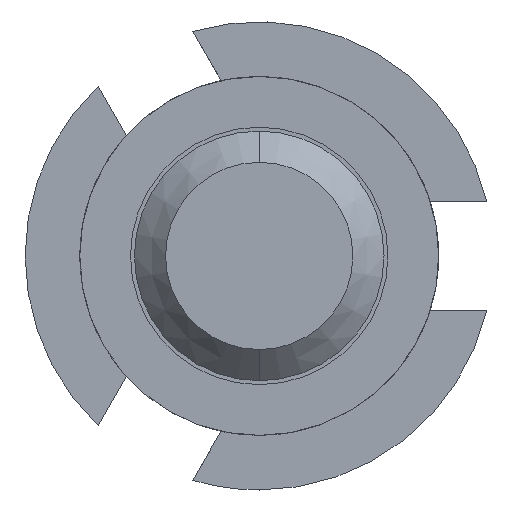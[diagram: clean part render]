
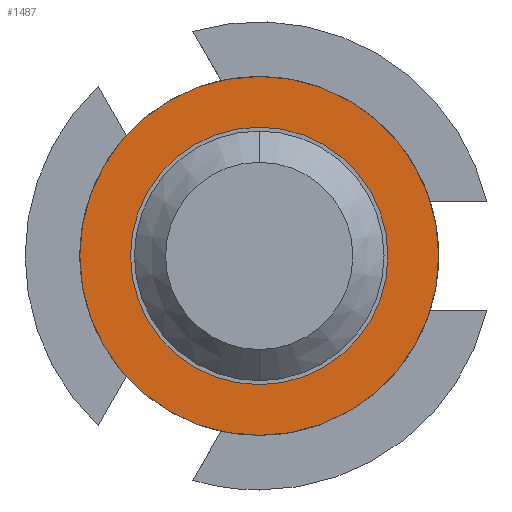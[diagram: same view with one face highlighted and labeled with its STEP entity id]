
A CAD part, front view. The second image highlights one B-rep face of the part: STEP entity #1487.
In plain terms, the highlighted planar face has unit normal (0, -1, 0).
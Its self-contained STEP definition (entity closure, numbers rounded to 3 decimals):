
#111 = CARTESIAN_POINT ( 'NONE',  ( 0., -1.5, 0. ) ) ;
#128 = CARTESIAN_POINT ( 'NONE',  ( 0., -1.5, 1.15 ) ) ;
#152 = VERTEX_POINT ( 'NONE', #3338 ) ;
#216 = DIRECTION ( 'NONE',  ( 0., 1., 0. ) ) ;
#252 = VERTEX_POINT ( 'NONE', #882 ) ;
#260 = EDGE_LOOP ( 'NONE', ( #2708, #750 ) ) ;
#284 = FACE_BOUND ( 'NONE', #260, .T. ) ;
#484 = DIRECTION ( 'NONE',  ( 0., 0., 1. ) ) ;
#627 = VERTEX_POINT ( 'NONE', #3664 ) ;
#750 = ORIENTED_EDGE ( 'NONE', *, *, #767, .T. ) ;
#767 = EDGE_CURVE ( 'Defeature ausgef�hrt4_17+Defeature ausgef�hrt4_16+Defeature ausgef�hrt4_16+Defeature ausgef�hrt4_16', #152, #252, #1512, .T. ) ;
#770 = EDGE_CURVE ( 'Defeature ausgef�hrt4_13+Defeature ausgef�hrt4_17+Defeature ausgef�hrt4_17+Defeature ausgef�hrt4_17', #627, #3742, #3879, .T. ) ;
#882 = CARTESIAN_POINT ( 'NONE',  ( 0., -1.5, 0.825 ) ) ;
#1155 = DIRECTION ( 'NONE',  ( 0., 1., 0. ) ) ;
#1324 = ORIENTED_EDGE ( 'NONE', *, *, #770, .F. ) ;
#1487 = ADVANCED_FACE ( 'Defeature ausgef�hrt4_17', ( #2633, #284 ), #2973, .F. ) ;
#1512 = CIRCLE ( 'NONE', #1926, 0.825 ) ;
#1793 = CIRCLE ( 'NONE', #4173, 1.15 ) ;
#1926 = AXIS2_PLACEMENT_3D ( 'NONE', #4225, #4589, #2431 ) ;
#2317 = DIRECTION ( 'NONE',  ( 0., 0., 1. ) ) ;
#2413 = AXIS2_PLACEMENT_3D ( 'NONE', #2546, #2863, #3629 ) ;
#2431 = DIRECTION ( 'NONE',  ( 0., 0., 1. ) ) ;
#2546 = CARTESIAN_POINT ( 'NONE',  ( 0., -1.5, 0. ) ) ;
#2633 = FACE_OUTER_BOUND ( 'NONE', #3793, .T. ) ;
#2697 = AXIS2_PLACEMENT_3D ( 'NONE', #3645, #3663, #3986 ) ;
#2708 = ORIENTED_EDGE ( 'NONE', *, *, #3795, .T. ) ;
#2858 = CIRCLE ( 'NONE', #4411, 0.825 ) ;
#2863 = DIRECTION ( 'NONE',  ( 0., 1., 0. ) ) ;
#2973 = PLANE ( 'NONE',  #2697 ) ;
#3228 = ORIENTED_EDGE ( 'NONE', *, *, #3646, .F. ) ;
#3338 = CARTESIAN_POINT ( 'NONE',  ( 0., -1.5, -0.825 ) ) ;
#3629 = DIRECTION ( 'NONE',  ( 0., 0., 1. ) ) ;
#3645 = CARTESIAN_POINT ( 'NONE',  ( 0.825, -1.5, 0. ) ) ;
#3646 = EDGE_CURVE ( 'Defeature ausgef�hrt4_13+Defeature ausgef�hrt4_17+Defeature ausgef�hrt4_17+Defeature ausgef�hrt4_17', #3742, #627, #1793, .T. ) ;
#3663 = DIRECTION ( 'NONE',  ( 0., 1., 0. ) ) ;
#3664 = CARTESIAN_POINT ( 'NONE',  ( 0., -1.5, -1.15 ) ) ;
#3742 = VERTEX_POINT ( 'NONE', #128 ) ;
#3793 = EDGE_LOOP ( 'NONE', ( #3228, #1324 ) ) ;
#3795 = EDGE_CURVE ( 'Defeature ausgef�hrt4_17+Defeature ausgef�hrt4_16+Defeature ausgef�hrt4_16+Defeature ausgef�hrt4_16', #252, #152, #2858, .T. ) ;
#3879 = CIRCLE ( 'NONE', #2413, 1.15 ) ;
#3986 = DIRECTION ( 'NONE',  ( 0., 0., 1. ) ) ;
#4173 = AXIS2_PLACEMENT_3D ( 'NONE', #111, #1155, #484 ) ;
#4225 = CARTESIAN_POINT ( 'NONE',  ( 0., -1.5, 0. ) ) ;
#4411 = AXIS2_PLACEMENT_3D ( 'NONE', #4467, #216, #2317 ) ;
#4467 = CARTESIAN_POINT ( 'NONE',  ( 0., -1.5, 0. ) ) ;
#4589 = DIRECTION ( 'NONE',  ( 0., 1., 0. ) ) ;
